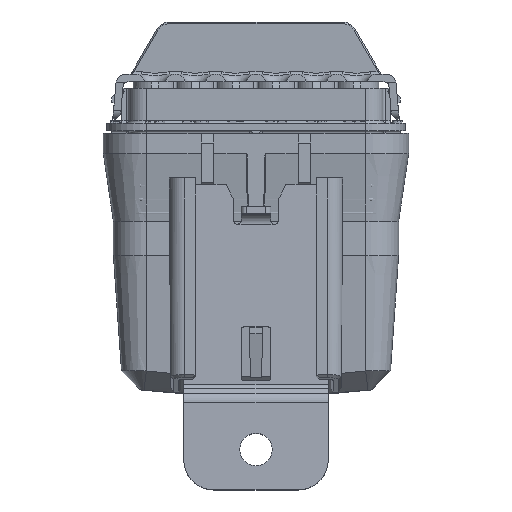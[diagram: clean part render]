
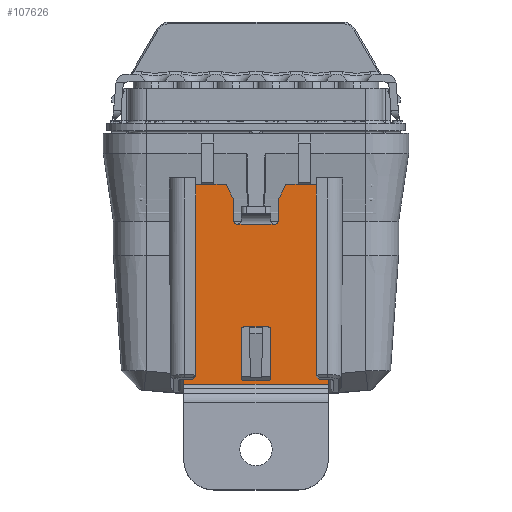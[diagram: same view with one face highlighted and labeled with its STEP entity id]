
A CAD part, front view. The second image highlights one B-rep face of the part: STEP entity #107626.
In plain terms, the highlighted face is planar.
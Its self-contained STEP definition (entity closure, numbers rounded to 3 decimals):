
#106679=DIRECTION('',(0.,1.,0.));
#106680=VECTOR('',#106679,9.785);
#106681=CARTESIAN_POINT('',(-3.,-10.382,2.502));
#106682=LINE('',#106681,#106680);
#106683=CARTESIAN_POINT('',(-2.5,-0.597,2.502));
#106684=DIRECTION('',(0.,0.,1.));
#106685=DIRECTION('',(0.,1.,0.));
#106686=AXIS2_PLACEMENT_3D('',#106683,#106684,#106685);
#106688=DIRECTION('',(1.,0.,0.));
#106689=VECTOR('',#106688,5.);
#106690=CARTESIAN_POINT('',(-2.5,-0.097,2.502));
#106691=LINE('',#106690,#106689);
#106692=CARTESIAN_POINT('',(2.5,-0.597,2.502));
#106693=DIRECTION('',(0.,0.,1.));
#106694=DIRECTION('',(1.,0.,0.));
#106695=AXIS2_PLACEMENT_3D('',#106692,#106693,#106694);
#106697=DIRECTION('',(0.,-1.,0.));
#106698=VECTOR('',#106697,9.785);
#106699=CARTESIAN_POINT('',(3.,-0.597,2.502));
#106700=LINE('',#106699,#106698);
#106701=CARTESIAN_POINT('',(2.5,-10.382,2.502));
#106702=DIRECTION('',(0.,0.,1.));
#106703=DIRECTION('',(0.,-1.,0.));
#106704=AXIS2_PLACEMENT_3D('',#106701,#106702,#106703);
#106706=DIRECTION('',(-1.,0.,0.));
#106707=VECTOR('',#106706,5.);
#106708=CARTESIAN_POINT('',(2.5,-10.882,2.502));
#106709=LINE('',#106708,#106707);
#106710=CARTESIAN_POINT('',(-2.5,-10.382,2.502));
#106711=DIRECTION('',(0.,0.,1.));
#106712=DIRECTION('',(-1.,0.,0.));
#106713=AXIS2_PLACEMENT_3D('',#106710,#106711,#106712);
#106715=DIRECTION('',(0.447,-0.894,0.));
#106716=VECTOR('',#106715,4.472);
#106717=CARTESIAN_POINT('',(12.5,28.503,2.502));
#106718=LINE('',#106717,#106716);
#106719=DIRECTION('',(-1.,0.,0.));
#106720=VECTOR('',#106719,6.499);
#106721=CARTESIAN_POINT('',(12.5,28.503,2.502));
#106722=LINE('',#106721,#106720);
#106723=DIRECTION('',(-0.447,-0.894,0.));
#106724=VECTOR('',#106723,3.357);
#106725=CARTESIAN_POINT('',(6.001,28.503,
2.502));
#106726=LINE('',#106725,#106724);
#106727=DIRECTION('',(0.,-1.,0.));
#106728=VECTOR('',#106727,4.25);
#106729=CARTESIAN_POINT('',(4.5,25.5,2.502));
#106730=LINE('',#106729,#106728);
#106731=DIRECTION('',(1.,0.,0.));
#106732=VECTOR('',#106731,0.75);
#106733=CARTESIAN_POINT('',(3.,20.5,2.502));
#106734=LINE('',#106733,#106732);
#106735=DIRECTION('',(1.,0.,0.));
#106736=VECTOR('',#106735,0.75);
#106737=CARTESIAN_POINT('',(-3.75,20.5,2.502));
#106738=LINE('',#106737,#106736);
#106739=DIRECTION('',(0.,1.,0.));
#106740=VECTOR('',#106739,4.25);
#106741=CARTESIAN_POINT('',(-4.5,21.25,2.502));
#106742=LINE('',#106741,#106740);
#106743=DIRECTION('',(0.447,-0.894,0.));
#106744=VECTOR('',#106743,3.357);
#106745=CARTESIAN_POINT('',(-6.001,28.503,
2.502));
#106746=LINE('',#106745,#106744);
#106747=DIRECTION('',(-1.,0.,0.));
#106748=VECTOR('',#106747,6.499);
#106749=CARTESIAN_POINT('',(-6.001,28.503,
2.502));
#106750=LINE('',#106749,#106748);
#106751=DIRECTION('',(0.447,0.894,0.));
#106752=VECTOR('',#106751,4.472);
#106753=CARTESIAN_POINT('',(-14.5,24.503,2.502));
#106754=LINE('',#106753,#106752);
#106755=DIRECTION('',(0.,-1.,0.));
#106756=VECTOR('',#106755,36.121);
#106757=CARTESIAN_POINT('',(-14.5,24.503,2.502));
#106758=LINE('',#106757,#106756);
#106759=DIRECTION('',(0.,1.,0.));
#106760=VECTOR('',#106759,36.121);
#106761=CARTESIAN_POINT('',(14.5,-11.618,2.502));
#106762=LINE('',#106761,#106760);
#106831=CARTESIAN_POINT('',(3.75,21.25,2.502));
#106832=DIRECTION('',(0.,0.,1.));
#106833=DIRECTION('',(0.,-1.,0.));
#106834=AXIS2_PLACEMENT_3D('',#106831,#106832,#106833);
#106890=CARTESIAN_POINT('',(-3.75,21.25,2.502));
#106891=DIRECTION('',(0.,0.,1.));
#106892=DIRECTION('',(-1.,0.,0.));
#106893=AXIS2_PLACEMENT_3D('',#106890,#106891,#106892);
#106945=DIRECTION('',(1.,0.,0.));
#106946=VECTOR('',#106945,6.);
#106947=CARTESIAN_POINT('',(-3.,20.5,2.502));
#106948=LINE('',#106947,#106946);
#107063=DIRECTION('',(1.,0.,0.));
#107064=VECTOR('',#107063,29.);
#107065=CARTESIAN_POINT('',(-14.5,-11.618,2.502));
#107066=LINE('',#107065,#107064);
#107159=CARTESIAN_POINT('',(-14.5,-11.618,2.502));
#107160=CARTESIAN_POINT('',(14.5,-11.618,2.502));
#107161=VERTEX_POINT('',#107159);
#107162=VERTEX_POINT('',#107160);
#107163=CARTESIAN_POINT('',(-3.,-10.382,2.502));
#107164=CARTESIAN_POINT('',(-3.,-0.597,2.502));
#107165=VERTEX_POINT('',#107163);
#107166=VERTEX_POINT('',#107164);
#107167=CARTESIAN_POINT('',(-2.5,-0.097,2.502));
#107168=VERTEX_POINT('',#107167);
#107169=CARTESIAN_POINT('',(2.5,-0.097,2.502));
#107170=VERTEX_POINT('',#107169);
#107171=CARTESIAN_POINT('',(3.,-0.597,2.502));
#107172=VERTEX_POINT('',#107171);
#107173=CARTESIAN_POINT('',(3.,-10.382,2.502));
#107174=VERTEX_POINT('',#107173);
#107175=CARTESIAN_POINT('',(2.5,-10.882,2.502));
#107176=VERTEX_POINT('',#107175);
#107177=CARTESIAN_POINT('',(-2.5,-10.882,2.502));
#107178=VERTEX_POINT('',#107177);
#107203=CARTESIAN_POINT('',(-6.001,28.503,
2.502));
#107205=VERTEX_POINT('',#107203);
#107215=CARTESIAN_POINT('',(-4.5,25.5,2.502));
#107216=VERTEX_POINT('',#107215);
#107217=CARTESIAN_POINT('',(6.001,28.503,
2.502));
#107218=CARTESIAN_POINT('',(4.5,25.5,2.502));
#107219=VERTEX_POINT('',#107217);
#107220=VERTEX_POINT('',#107218);
#107232=CARTESIAN_POINT('',(4.5,21.25,2.502));
#107234=VERTEX_POINT('',#107232);
#107235=CARTESIAN_POINT('',(3.,20.5,2.502));
#107236=CARTESIAN_POINT('',(3.75,20.5,2.502));
#107237=VERTEX_POINT('',#107235);
#107238=VERTEX_POINT('',#107236);
#107245=CARTESIAN_POINT('',(-3.,20.5,2.502));
#107246=VERTEX_POINT('',#107245);
#107247=CARTESIAN_POINT('',(-4.5,21.25,2.502));
#107248=CARTESIAN_POINT('',(-3.75,20.5,2.502));
#107249=VERTEX_POINT('',#107247);
#107250=VERTEX_POINT('',#107248);
#107293=CARTESIAN_POINT('',(12.5,28.503,2.502));
#107294=VERTEX_POINT('',#107293);
#107295=CARTESIAN_POINT('',(14.5,24.503,2.502));
#107296=VERTEX_POINT('',#107295);
#107301=CARTESIAN_POINT('',(-14.5,24.503,2.502));
#107302=VERTEX_POINT('',#107301);
#107303=CARTESIAN_POINT('',(-12.5,28.503,2.502));
#107304=VERTEX_POINT('',#107303);
#107570=CARTESIAN_POINT('',(14.5,-12.784,2.502));
#107571=DIRECTION('',(0.,0.,1.));
#107572=DIRECTION('',(1.,0.,0.));
#107573=AXIS2_PLACEMENT_3D('',#107570,#107571,#107572);
#107574=PLANE('',#107573);
#107576=ORIENTED_EDGE('',*,*,#107575,.F.);
#107578=ORIENTED_EDGE('',*,*,#107577,.T.);
#107580=ORIENTED_EDGE('',*,*,#107579,.T.);
#107582=ORIENTED_EDGE('',*,*,#107581,.T.);
#107584=ORIENTED_EDGE('',*,*,#107583,.F.);
#107586=ORIENTED_EDGE('',*,*,#107585,.F.);
#107588=ORIENTED_EDGE('',*,*,#107587,.F.);
#107590=ORIENTED_EDGE('',*,*,#107589,.F.);
#107592=ORIENTED_EDGE('',*,*,#107591,.F.);
#107594=ORIENTED_EDGE('',*,*,#107593,.T.);
#107596=ORIENTED_EDGE('',*,*,#107595,.F.);
#107598=ORIENTED_EDGE('',*,*,#107597,.T.);
#107600=ORIENTED_EDGE('',*,*,#107599,.F.);
#107602=ORIENTED_EDGE('',*,*,#107601,.T.);
#107604=ORIENTED_EDGE('',*,*,#107603,.T.);
#107606=ORIENTED_EDGE('',*,*,#107605,.T.);
#107607=EDGE_LOOP('',(#107576,#107578,#107580,#107582,#107584,#107586,#107588,
#107590,#107592,#107594,#107596,#107598,#107600,#107602,#107604,#107606));
#107608=FACE_OUTER_BOUND('',#107607,.F.);
#107609=ORIENTED_EDGE('',*,*,#107560,.T.);
#107611=ORIENTED_EDGE('',*,*,#107610,.F.);
#107613=ORIENTED_EDGE('',*,*,#107612,.T.);
#107615=ORIENTED_EDGE('',*,*,#107614,.F.);
#107617=ORIENTED_EDGE('',*,*,#107616,.T.);
#107619=ORIENTED_EDGE('',*,*,#107618,.F.);
#107621=ORIENTED_EDGE('',*,*,#107620,.T.);
#107623=ORIENTED_EDGE('',*,*,#107622,.F.);
#107624=EDGE_LOOP('',(#107609,#107611,#107613,#107615,#107617,#107619,#107621,
#107623));
#107625=FACE_BOUND('',#107624,.F.);
#107626=ADVANCED_FACE('',(#107608,#107625),#107574,.F.);
#106687=CIRCLE('',#106686,0.5);
#106696=CIRCLE('',#106695,0.5);
#106705=CIRCLE('',#106704,0.5);
#106714=CIRCLE('',#106713,0.5);
#106835=CIRCLE('',#106834,0.75);
#106894=CIRCLE('',#106893,0.75);
#107560=EDGE_CURVE('',#107165,#107166,#106682,.T.);
#107575=EDGE_CURVE('',#107294,#107296,#106718,.T.);
#107577=EDGE_CURVE('',#107294,#107219,#106722,.T.);
#107579=EDGE_CURVE('',#107219,#107220,#106726,.T.);
#107581=EDGE_CURVE('',#107220,#107234,#106730,.T.);
#107583=EDGE_CURVE('',#107238,#107234,#106835,.T.);
#107585=EDGE_CURVE('',#107237,#107238,#106734,.T.);
#107587=EDGE_CURVE('',#107246,#107237,#106948,.T.);
#107589=EDGE_CURVE('',#107250,#107246,#106738,.T.);
#107591=EDGE_CURVE('',#107249,#107250,#106894,.T.);
#107593=EDGE_CURVE('',#107249,#107216,#106742,.T.);
#107595=EDGE_CURVE('',#107205,#107216,#106746,.T.);
#107597=EDGE_CURVE('',#107205,#107304,#106750,.T.);
#107599=EDGE_CURVE('',#107302,#107304,#106754,.T.);
#107601=EDGE_CURVE('',#107302,#107161,#106758,.T.);
#107603=EDGE_CURVE('',#107161,#107162,#107066,.T.);
#107605=EDGE_CURVE('',#107162,#107296,#106762,.T.);
#107610=EDGE_CURVE('',#107168,#107166,#106687,.T.);
#107612=EDGE_CURVE('',#107168,#107170,#106691,.T.);
#107614=EDGE_CURVE('',#107172,#107170,#106696,.T.);
#107616=EDGE_CURVE('',#107172,#107174,#106700,.T.);
#107618=EDGE_CURVE('',#107176,#107174,#106705,.T.);
#107620=EDGE_CURVE('',#107176,#107178,#106709,.T.);
#107622=EDGE_CURVE('',#107165,#107178,#106714,.T.);
